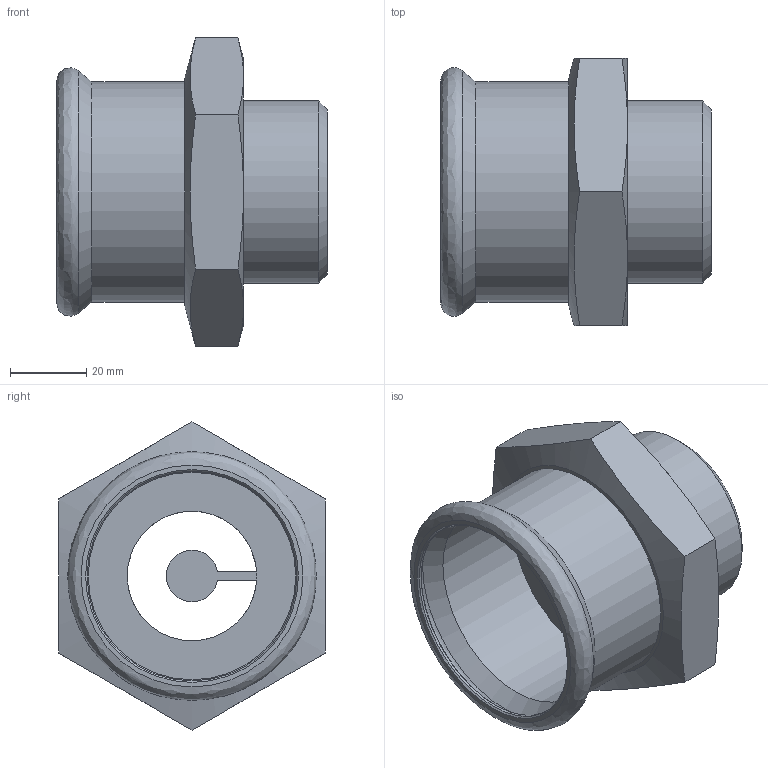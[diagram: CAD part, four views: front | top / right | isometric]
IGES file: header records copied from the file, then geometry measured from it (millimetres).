
Global section: file name: 21722; native system: Autodesk Inventor 2014; preprocessor: unknown; author: seihe2; date: 20150722.135201; units: millimetre
Bounding box: 71 x 70 x 80.83 mm (x, y, z)
Volume: 77651.2 mm3; surface area: 30808.1 mm2
Topology: 1 solids, 1 shells, 35 faces, 85 edges, 56 vertices
Faces by surface type: plane 15, cone 9, revolution 8, cylinder 3
Full cylindrical faces by diameter (mm): 47.803 x1, 57.7 x1
